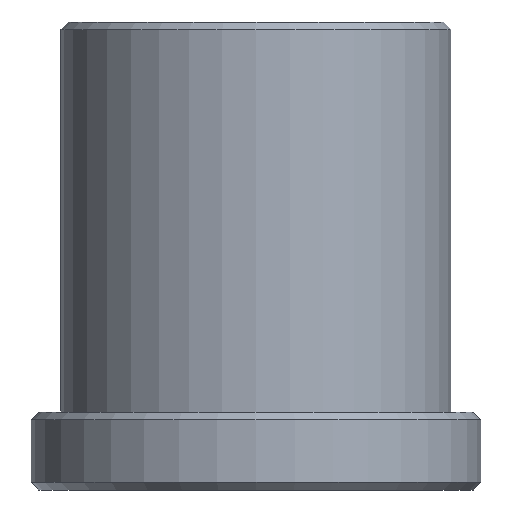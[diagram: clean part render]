
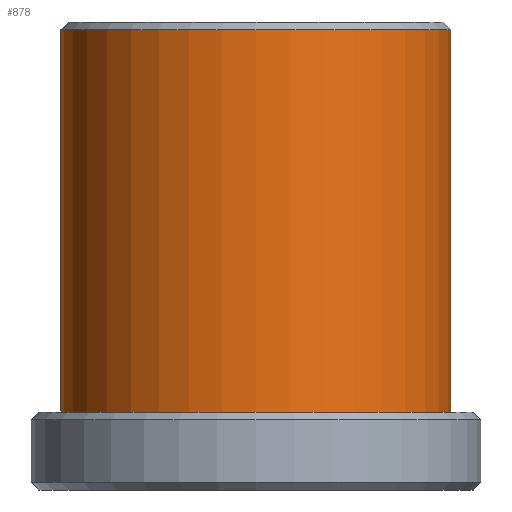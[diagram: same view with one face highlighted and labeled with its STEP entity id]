
A CAD part, front view. The second image highlights one B-rep face of the part: STEP entity #878.
In plain terms, the highlighted cylindrical face has radius 7.5 mm (diameter 15 mm), a partial arc.
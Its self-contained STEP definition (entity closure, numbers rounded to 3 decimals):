
#34 = EDGE_CURVE ( 'NONE', #884, #903, #603, .T. ) ;
#35 = DIRECTION ( 'NONE',  ( 1., 0., 0. ) ) ;
#53 = VERTEX_POINT ( 'NONE', #976 ) ;
#209 = CARTESIAN_POINT ( 'NONE',  ( 0., 0., 18. ) ) ;
#224 = ORIENTED_EDGE ( 'NONE', *, *, #1299, .T. ) ;
#246 = EDGE_CURVE ( 'NONE', #53, #884, #295, .T. ) ;
#295 = LINE ( 'NONE', #1301, #860 ) ;
#423 = DIRECTION ( 'NONE',  ( 0., 0., -1. ) ) ;
#436 = LINE ( 'NONE', #831, #712 ) ;
#456 = ORIENTED_EDGE ( 'NONE', *, *, #246, .F. ) ;
#509 = CYLINDRICAL_SURFACE ( 'NONE', #752, 7.5 ) ;
#535 = DIRECTION ( 'NONE',  ( -1., 0., 0. ) ) ;
#542 = FACE_OUTER_BOUND ( 'NONE', #927, .T. ) ;
#573 = ORIENTED_EDGE ( 'NONE', *, *, #34, .F. ) ;
#603 = CIRCLE ( 'NONE', #798, 7.5 ) ;
#712 = VECTOR ( 'NONE', #718, 1000. ) ;
#714 = DIRECTION ( 'NONE',  ( 0., 0., -1. ) ) ;
#718 = DIRECTION ( 'NONE',  ( 0., 0., -1. ) ) ;
#752 = AXIS2_PLACEMENT_3D ( 'NONE', #209, #423, #535 ) ;
#798 = AXIS2_PLACEMENT_3D ( 'NONE', #950, #958, #1029 ) ;
#827 = ORIENTED_EDGE ( 'NONE', *, *, #1366, .T. ) ;
#831 = CARTESIAN_POINT ( 'NONE',  ( -7.5, 0., 18. ) ) ;
#860 = VECTOR ( 'NONE', #1261, 1000. ) ;
#878 = ADVANCED_FACE ( 'NONE', ( #542 ), #509, .T. ) ;
#884 = VERTEX_POINT ( 'NONE', #1309 ) ;
#894 = CARTESIAN_POINT ( 'NONE',  ( -7.5, 0., 17.7 ) ) ;
#903 = VERTEX_POINT ( 'NONE', #981 ) ;
#923 = AXIS2_PLACEMENT_3D ( 'NONE', #1363, #714, #35 ) ;
#927 = EDGE_LOOP ( 'NONE', ( #456, #224, #827, #573 ) ) ;
#950 = CARTESIAN_POINT ( 'NONE',  ( 0., 0., 3. ) ) ;
#958 = DIRECTION ( 'NONE',  ( 0., 0., -1. ) ) ;
#976 = CARTESIAN_POINT ( 'NONE',  ( 7.5, 0., 17.7 ) ) ;
#981 = CARTESIAN_POINT ( 'NONE',  ( -7.5, 0., 3. ) ) ;
#1029 = DIRECTION ( 'NONE',  ( -1., 0., 0. ) ) ;
#1214 = VERTEX_POINT ( 'NONE', #894 ) ;
#1261 = DIRECTION ( 'NONE',  ( 0., 0., -1. ) ) ;
#1299 = EDGE_CURVE ( 'NONE', #53, #1214, #1359, .T. ) ;
#1301 = CARTESIAN_POINT ( 'NONE',  ( 7.5, 0., 18. ) ) ;
#1309 = CARTESIAN_POINT ( 'NONE',  ( 7.5, 0., 3. ) ) ;
#1359 = CIRCLE ( 'NONE', #923, 7.5 ) ;
#1363 = CARTESIAN_POINT ( 'NONE',  ( 0., 0., 17.7 ) ) ;
#1366 = EDGE_CURVE ( 'NONE', #1214, #903, #436, .T. ) ;
